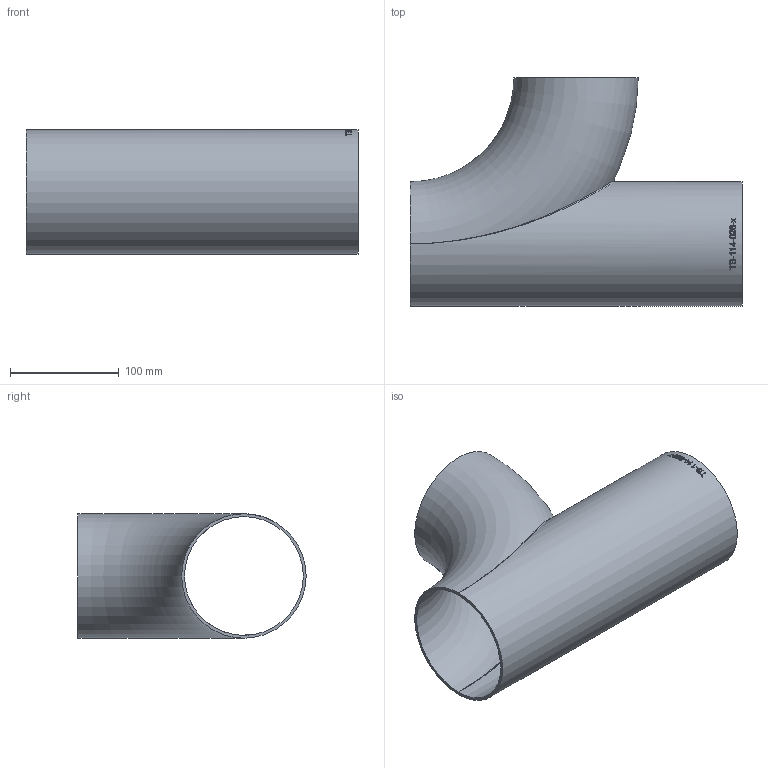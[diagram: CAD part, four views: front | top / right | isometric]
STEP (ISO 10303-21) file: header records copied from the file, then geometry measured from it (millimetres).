
FILE_DESCRIPTION (( 'STEP AP214' ), '1' );
FILE_NAME ('TB-114-026-x T-Bogen 2005.STEP', '2020-05-18T12:12:39', ( '' ), ( '' ), 'SwSTEP 2.0', 'SolidWorks 2019', '' );
FILE_SCHEMA (( 'AUTOMOTIVE_DESIGN' ));
Length unit declared in the file: millimetre
Products named in the file (1): TB-114-026-x T-Bogen 2005
Bounding box: 305 x 209.65 x 114.3 mm (x, y, z)
Volume: 356669 mm3; surface area: 277245.7 mm2
Topology: 1 solids, 1 shells, 148 faces, 388 edges, 253 vertices
Faces by surface type: bspline 66, plane 61, cylinder 19, torus 2
Full cylindrical faces by diameter (mm): 109.1 x1, 114.3 x1
Entity records: 18230 total; most frequent: CARTESIAN_POINT 13677, ORIENTED_EDGE 750, DIRECTION 406, EDGE_CURVE 375, VERTEX_POINT 250, B_SPLINE_CURVE_WITH_KNOTS 207, EDGE_LOOP 171, AXIS2_PLACEMENT_3D 155
